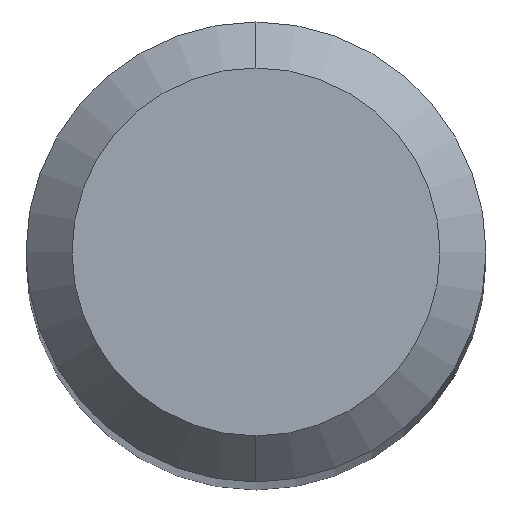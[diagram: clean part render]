
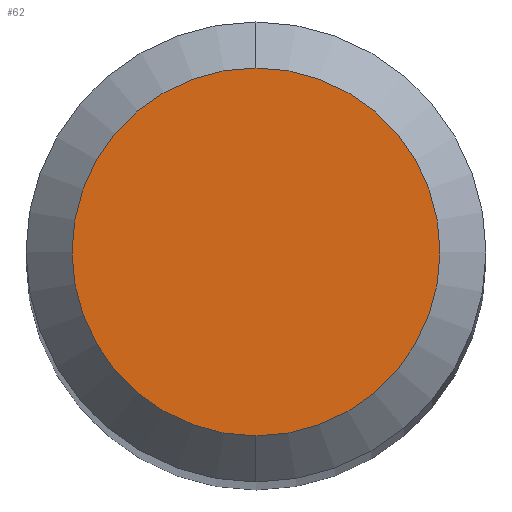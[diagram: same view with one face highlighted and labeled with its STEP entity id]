
A CAD part, top view. The second image highlights one B-rep face of the part: STEP entity #62.
In plain terms, the highlighted planar face has unit normal (0, 0, 1).
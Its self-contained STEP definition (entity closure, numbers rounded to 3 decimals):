
#62=ADVANCED_FACE('',(#135),#136,.T.);
#135=FACE_OUTER_BOUND('',#221,.T.);
#136=PLANE('',#222);
#221=EDGE_LOOP('',(#317,#318));
#222=AXIS2_PLACEMENT_3D('',#319,#320,#321);
#317=ORIENTED_EDGE('',*,*,#450,.F.);
#318=ORIENTED_EDGE('',*,*,#456,.F.);
#319=CARTESIAN_POINT('',(0.,0.6,28.0));
#320=DIRECTION('',(0.,0.0,1.0));
#321=DIRECTION('',(0.0,-1.0,0.0));
#450=EDGE_CURVE('',#534,#536,#537,.T.);
#456=EDGE_CURVE('',#536,#534,#544,.T.);
#534=VERTEX_POINT('',#615);
#536=VERTEX_POINT('',#618);
#537=CIRCLE('',#619,1.2);
#544=CIRCLE('',#627,1.2);
#615=CARTESIAN_POINT('',(0.,1.2,28.0));
#618=CARTESIAN_POINT('',(0.,-1.2,28.0));
#619=AXIS2_PLACEMENT_3D('',#696,#697,#698);
#627=AXIS2_PLACEMENT_3D('',#706,#707,#708);
#696=CARTESIAN_POINT('',(0.,0.,28.0));
#697=DIRECTION('',(0.,0.0,-1.0));
#698=DIRECTION('',(0.0,1.0,0.0));
#706=CARTESIAN_POINT('',(0.,0.,28.0));
#707=DIRECTION('',(0.,0.0,-1.0));
#708=DIRECTION('',(0.0,1.0,0.0));
